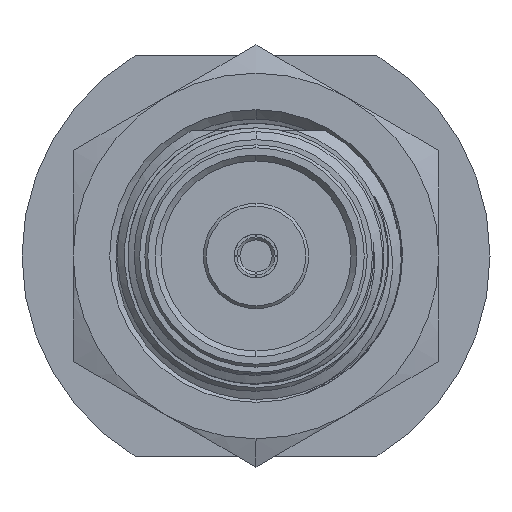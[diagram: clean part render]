
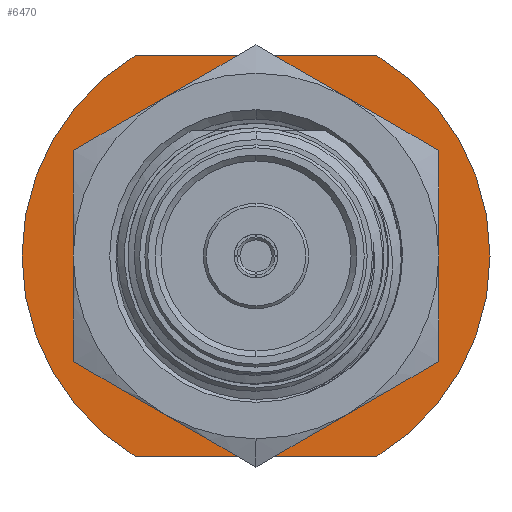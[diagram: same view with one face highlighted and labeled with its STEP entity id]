
A CAD part, left-side view. The second image highlights one B-rep face of the part: STEP entity #6470.
In plain terms, the highlighted planar face has unit normal (-1, 0, 0).
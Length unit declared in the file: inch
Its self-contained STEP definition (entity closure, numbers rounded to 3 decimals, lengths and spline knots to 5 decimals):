
#22 = DIRECTION ( 'NONE',  ( 0., 0., 1. ) ) ;
#189 = VERTEX_POINT ( 'NONE', #5398 ) ;
#207 = ORIENTED_EDGE ( 'NONE', *, *, #14519, .F. ) ;
#2143 = CARTESIAN_POINT ( 'NONE',  ( 0.714, 0.23044, 0.3435 ) ) ;
#2192 = CIRCLE ( 'NONE', #14667, 0.31 ) ;
#3327 = ORIENTED_EDGE ( 'NONE', *, *, #11218, .T. ) ;
#3616 = VECTOR ( 'NONE', #6330, 39.37008 ) ;
#3791 = CARTESIAN_POINT ( 'NONE',  ( 0.714, 0.20496, -0.3435 ) ) ;
#4083 = DIRECTION ( 'NONE',  ( 1., 0., 0. ) ) ;
#4170 = DIRECTION ( 'NONE',  ( -1., 0., 0. ) ) ;
#4612 = DIRECTION ( 'NONE',  ( 0., 0., 1. ) ) ;
#4857 = CARTESIAN_POINT ( 'NONE',  ( 0.714, 0., 0. ) ) ;
#4937 = EDGE_LOOP ( 'NONE', ( #10426, #5912 ) ) ;
#5053 = FACE_BOUND ( 'NONE', #4937, .T. ) ;
#5398 = CARTESIAN_POINT ( 'NONE',  ( 0.714, 0., -0.31 ) ) ;
#5432 = EDGE_CURVE ( 'NONE', #14743, #189, #13330, .T. ) ;
#5511 = CARTESIAN_POINT ( 'NONE',  ( 0.714, -0.20496, 0.3435 ) ) ;
#5912 = ORIENTED_EDGE ( 'NONE', *, *, #13441, .F. ) ;
#5995 = CARTESIAN_POINT ( 'NONE',  ( 0.714, 0., 0.31 ) ) ;
#6097 = CIRCLE ( 'NONE', #9197, 0.4 ) ;
#6260 = DIRECTION ( 'NONE',  ( -1., 0., 0. ) ) ;
#6330 = DIRECTION ( 'NONE',  ( 0., 1., 0. ) ) ;
#6470 = ADVANCED_FACE ( 'NONE', ( #5053, #9082 ), #13161, .F. ) ;
#6707 = LINE ( 'NONE', #11355, #3616 ) ;
#6906 = CIRCLE ( 'NONE', #14017, 0.4 ) ;
#7088 = DIRECTION ( 'NONE',  ( -1., 0., 0. ) ) ;
#7172 = CARTESIAN_POINT ( 'NONE',  ( 0.714, -0.20496, -0.3435 ) ) ;
#7630 = VECTOR ( 'NONE', #9408, 39.37008 ) ;
#7865 = DIRECTION ( 'NONE',  ( 0., 0., 1. ) ) ;
#7900 = DIRECTION ( 'NONE',  ( 0., 0., -1. ) ) ;
#8416 = ORIENTED_EDGE ( 'NONE', *, *, #12249, .F. ) ;
#8734 = VERTEX_POINT ( 'NONE', #3791 ) ;
#9082 = FACE_OUTER_BOUND ( 'NONE', #14087, .T. ) ;
#9197 = AXIS2_PLACEMENT_3D ( 'NONE', #4857, #6260, #22 ) ;
#9408 = DIRECTION ( 'NONE',  ( 0., -1., 0. ) ) ;
#9682 = AXIS2_PLACEMENT_3D ( 'NONE', #13924, #10369, #7865 ) ;
#9771 = LINE ( 'NONE', #2143, #7630 ) ;
#10369 = DIRECTION ( 'NONE',  ( -1., 0., 0. ) ) ;
#10426 = ORIENTED_EDGE ( 'NONE', *, *, #5432, .F. ) ;
#10701 = CARTESIAN_POINT ( 'NONE',  ( 0.714, 0.20496, 0.3435 ) ) ;
#11218 = EDGE_CURVE ( 'NONE', #11905, #8734, #6906, .T. ) ;
#11355 = CARTESIAN_POINT ( 'NONE',  ( 0.714, 0.23044, -0.3435 ) ) ;
#11429 = VERTEX_POINT ( 'NONE', #5511 ) ;
#11905 = VERTEX_POINT ( 'NONE', #10701 ) ;
#12249 = EDGE_CURVE ( 'NONE', #12654, #8734, #6707, .T. ) ;
#12654 = VERTEX_POINT ( 'NONE', #7172 ) ;
#12719 = CARTESIAN_POINT ( 'NONE',  ( 0.714, 0., 0. ) ) ;
#13161 = PLANE ( 'NONE',  #13416 ) ;
#13330 = CIRCLE ( 'NONE', #9682, 0.31 ) ;
#13416 = AXIS2_PLACEMENT_3D ( 'NONE', #15295, #4083, #7900 ) ;
#13441 = EDGE_CURVE ( 'NONE', #189, #14743, #2192, .T. ) ;
#13924 = CARTESIAN_POINT ( 'NONE',  ( 0.714, 0., 0. ) ) ;
#14017 = AXIS2_PLACEMENT_3D ( 'NONE', #12719, #4170, #15276 ) ;
#14087 = EDGE_LOOP ( 'NONE', ( #207, #3327, #8416, #15821 ) ) ;
#14415 = CARTESIAN_POINT ( 'NONE',  ( 0.714, 0., 0. ) ) ;
#14519 = EDGE_CURVE ( 'NONE', #11905, #11429, #9771, .T. ) ;
#14667 = AXIS2_PLACEMENT_3D ( 'NONE', #14415, #7088, #4612 ) ;
#14743 = VERTEX_POINT ( 'NONE', #5995 ) ;
#15276 = DIRECTION ( 'NONE',  ( 0., 0., 1. ) ) ;
#15295 = CARTESIAN_POINT ( 'NONE',  ( 0.714, 0.23044, 0. ) ) ;
#15821 = ORIENTED_EDGE ( 'NONE', *, *, #15827, .T. ) ;
#15827 = EDGE_CURVE ( 'NONE', #12654, #11429, #6097, .T. ) ;
